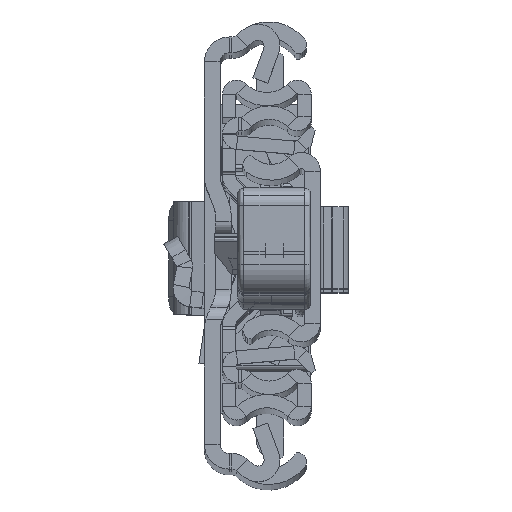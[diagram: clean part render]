
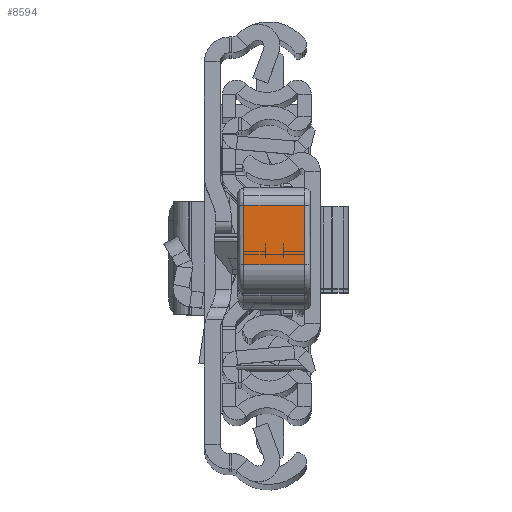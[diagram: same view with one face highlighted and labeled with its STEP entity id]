
A CAD part, top view. The second image highlights one B-rep face of the part: STEP entity #8594.
In plain terms, the highlighted face is planar.
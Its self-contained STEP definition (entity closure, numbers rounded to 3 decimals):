
#984 = DIRECTION ( 'NONE',  ( 0.027, 1., 0. ) ) ;
#4526 = FACE_OUTER_BOUND ( 'NONE', #34990, .T. ) ;
#4914 = VECTOR ( 'NONE', #27571, 1000. ) ;
#5192 = VERTEX_POINT ( 'NONE', #23953 ) ;
#7511 = PLANE ( 'NONE',  #32167 ) ;
#7691 = DIRECTION ( 'NONE',  ( -1., 0.027, 0. ) ) ;
#8335 = VECTOR ( 'NONE', #33037, 1000. ) ;
#8594 = ADVANCED_FACE ( 'NONE', ( #4526 ), #7511, .F. ) ;
#10198 = VECTOR ( 'NONE', #984, 1000. ) ;
#10650 = LINE ( 'NONE', #33980, #16537 ) ;
#10913 = EDGE_CURVE ( 'NONE', #33876, #5192, #32424, .T. ) ;
#11771 = EDGE_CURVE ( 'NONE', #19841, #12412, #35801, .T. ) ;
#12412 = VERTEX_POINT ( 'NONE', #34407 ) ;
#15816 = CARTESIAN_POINT ( 'NONE',  ( 39.818, -2.465, -11. ) ) ;
#16537 = VECTOR ( 'NONE', #27317, 1000. ) ;
#17981 = ORIENTED_EDGE ( 'NONE', *, *, #27375, .F. ) ;
#18817 = LINE ( 'NONE', #15816, #8335 ) ;
#19841 = VERTEX_POINT ( 'NONE', #26139 ) ;
#20718 = EDGE_CURVE ( 'NONE', #12412, #33876, #10650, .T. ) ;
#21703 = DIRECTION ( 'NONE',  ( -0.027, -1., 0. ) ) ;
#21835 = CARTESIAN_POINT ( 'NONE',  ( 39.55, -12.274, 0. ) ) ;
#22826 = ORIENTED_EDGE ( 'NONE', *, *, #11771, .F. ) ;
#23950 = ORIENTED_EDGE ( 'NONE', *, *, #20718, .F. ) ;
#23953 = CARTESIAN_POINT ( 'NONE',  ( 39.818, -2.465, 0. ) ) ;
#26139 = CARTESIAN_POINT ( 'NONE',  ( 39.818, -2.465, -10. ) ) ;
#27317 = DIRECTION ( 'NONE',  ( 0., 0., 1. ) ) ;
#27375 = EDGE_CURVE ( 'NONE', #5192, #19841, #18817, .T. ) ;
#27571 = DIRECTION ( 'NONE',  ( -0.027, -1., 0. ) ) ;
#29980 = CARTESIAN_POINT ( 'NONE',  ( 39.55, -12.274, -11. ) ) ;
#29990 = ORIENTED_EDGE ( 'NONE', *, *, #10913, .F. ) ;
#30194 = CARTESIAN_POINT ( 'NONE',  ( 39.55, -12.274, -10. ) ) ;
#32167 = AXIS2_PLACEMENT_3D ( 'NONE', #29980, #7691, #21703 ) ;
#32229 = CARTESIAN_POINT ( 'NONE',  ( 39.55, -12.274, 0. ) ) ;
#32424 = LINE ( 'NONE', #32229, #10198 ) ;
#33037 = DIRECTION ( 'NONE',  ( 0., 0., -1. ) ) ;
#33876 = VERTEX_POINT ( 'NONE', #21835 ) ;
#33980 = CARTESIAN_POINT ( 'NONE',  ( 39.55, -12.274, -11. ) ) ;
#34407 = CARTESIAN_POINT ( 'NONE',  ( 39.55, -12.274, -10. ) ) ;
#34990 = EDGE_LOOP ( 'NONE', ( #23950, #22826, #17981, #29990 ) ) ;
#35801 = LINE ( 'NONE', #30194, #4914 ) ;
